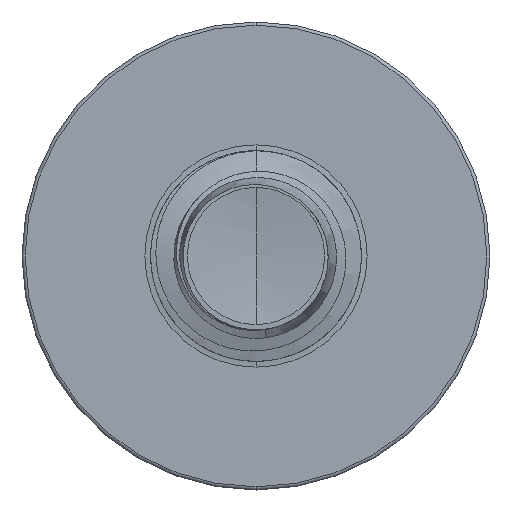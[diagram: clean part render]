
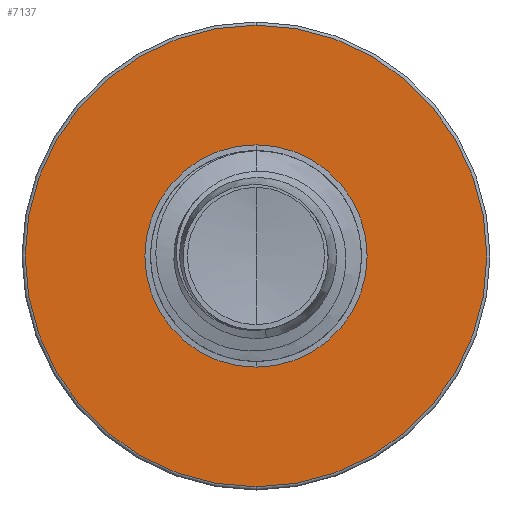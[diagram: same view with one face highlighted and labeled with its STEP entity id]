
A CAD part, front view. The second image highlights one B-rep face of the part: STEP entity #7137.
In plain terms, the highlighted planar face has unit normal (0, -1, 0).
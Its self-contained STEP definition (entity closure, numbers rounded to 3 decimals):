
#796 = ORIENTED_EDGE ( 'NONE', *, *, #17012, .T. ) ;
#873 = CARTESIAN_POINT ( 'NONE',  ( 0., 12.5, -2.375 ) ) ;
#957 = CARTESIAN_POINT ( 'NONE',  ( 0., 12.5, -4.932 ) ) ;
#1190 = AXIS2_PLACEMENT_3D ( 'NONE', #873, #4847, #18607 ) ;
#1519 = CIRCLE ( 'NONE', #17728, 4.933 ) ;
#1704 = DIRECTION ( 'NONE',  ( 0., 1., 0. ) ) ;
#1737 = DIRECTION ( 'NONE',  ( 0., 0., 1. ) ) ;
#2061 = VERTEX_POINT ( 'NONE', #13815 ) ;
#4847 = DIRECTION ( 'NONE',  ( 0., 1., 0. ) ) ;
#4903 = DIRECTION ( 'NONE',  ( 0., 1., 0. ) ) ;
#6190 = FACE_OUTER_BOUND ( 'NONE', #15443, .T. ) ;
#7137 = ADVANCED_FACE ( 'NONE', ( #6190, #15978 ), #18430, .F. ) ;
#8735 = EDGE_CURVE ( 'NONE', #13086, #2061, #11063, .T. ) ;
#9340 = CARTESIAN_POINT ( 'NONE',  ( 0., 12.5, -2.375 ) ) ;
#10257 = VERTEX_POINT ( 'NONE', #957 ) ;
#10265 = VERTEX_POINT ( 'NONE', #12717 ) ;
#11063 = CIRCLE ( 'NONE', #21833, 2.375 ) ;
#11314 = CARTESIAN_POINT ( 'NONE',  ( 0., 12.5, 0. ) ) ;
#12717 = CARTESIAN_POINT ( 'NONE',  ( 0., 12.5, 4.933 ) ) ;
#12981 = ORIENTED_EDGE ( 'NONE', *, *, #16868, .F. ) ;
#13086 = VERTEX_POINT ( 'NONE', #9340 ) ;
#13294 = DIRECTION ( 'NONE',  ( 0., 0., 1. ) ) ;
#13455 = CARTESIAN_POINT ( 'NONE',  ( 0., 12.5, 0. ) ) ;
#13488 = DIRECTION ( 'NONE',  ( 0., 1., 0. ) ) ;
#13815 = CARTESIAN_POINT ( 'NONE',  ( 0., 12.5, 2.375 ) ) ;
#14160 = ORIENTED_EDGE ( 'NONE', *, *, #18855, .F. ) ;
#14387 = CIRCLE ( 'NONE', #22069, 4.933 ) ;
#15424 = DIRECTION ( 'NONE',  ( 0., 0., 1. ) ) ;
#15443 = EDGE_LOOP ( 'NONE', ( #14160, #12981 ) ) ;
#15978 = FACE_BOUND ( 'NONE', #20509, .T. ) ;
#16629 = ORIENTED_EDGE ( 'NONE', *, *, #8735, .T. ) ;
#16652 = CARTESIAN_POINT ( 'NONE',  ( 0., 12.5, 0. ) ) ;
#16868 = EDGE_CURVE ( 'NONE', #10257, #10265, #1519, .T. ) ;
#17012 = EDGE_CURVE ( 'NONE', #2061, #13086, #21270, .T. ) ;
#17728 = AXIS2_PLACEMENT_3D ( 'NONE', #11314, #25133, #13294 ) ;
#18430 = PLANE ( 'NONE',  #1190 ) ;
#18607 = DIRECTION ( 'NONE',  ( 0., 0., 1. ) ) ;
#18672 = DIRECTION ( 'NONE',  ( 0., 0., 1. ) ) ;
#18855 = EDGE_CURVE ( 'NONE', #10265, #10257, #14387, .T. ) ;
#20509 = EDGE_LOOP ( 'NONE', ( #796, #16629 ) ) ;
#21270 = CIRCLE ( 'NONE', #21739, 2.375 ) ;
#21739 = AXIS2_PLACEMENT_3D ( 'NONE', #13455, #1704, #15424 ) ;
#21833 = AXIS2_PLACEMENT_3D ( 'NONE', #16652, #4903, #18672 ) ;
#22069 = AXIS2_PLACEMENT_3D ( 'NONE', #25331, #13488, #1737 ) ;
#25133 = DIRECTION ( 'NONE',  ( 0., 1., 0. ) ) ;
#25331 = CARTESIAN_POINT ( 'NONE',  ( 0., 12.5, 0. ) ) ;
